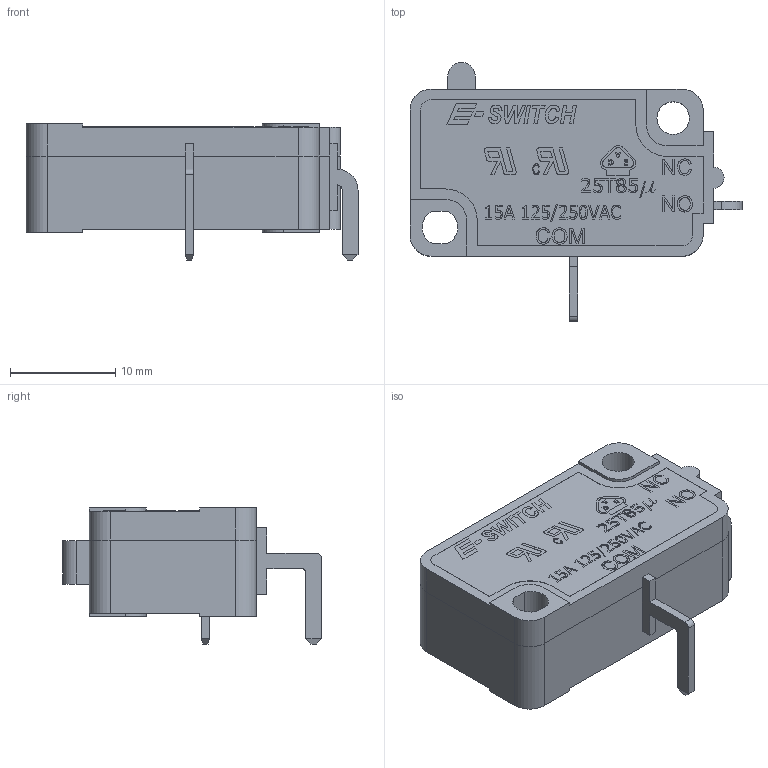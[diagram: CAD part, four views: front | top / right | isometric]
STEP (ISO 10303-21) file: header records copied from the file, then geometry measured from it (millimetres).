
FILE_DESCRIPTION(/* description */ (''),/* implementation_level */ '2;1');
FILE_NAME(/* name */ 'LS0851500FxxxV1C.stp',/* time_stamp */ '2025-05-22T16:17:49-05:00',/* author */ ('mroman'),/* organization */ (''),/* preprocessor_version */ 'ST-DEVELOPER v18.1',/* originating_system */ 'Autodesk Inventor 2022',/* authorisation */ '');
FILE_SCHEMA (('AUTOMOTIVE_DESIGN { 1 0 10303 214 3 1 1 }'));
Length unit declared in the file: centimetre
Products named in the file (1): LS0851500FxxxV1C
Bounding box: 31.6 x 24.65 x 12.95 mm (x, y, z)
Volume: 4246.1 mm3; surface area: 2234.9 mm2
Topology: 1 solids, 1 shells, 757 faces, 2070 edges, 1369 vertices
Faces by surface type: plane 495, bspline 207, cylinder 55
Full cylindrical faces by diameter (mm): 3.1 x2
Entity records: 26220 total; most frequent: CARTESIAN_POINT 8321, ORIENTED_EDGE 4140, DIRECTION 2860, EDGE_CURVE 2070, LINE 1554, VECTOR 1554, VERTEX_POINT 1369, EDGE_LOOP 815
